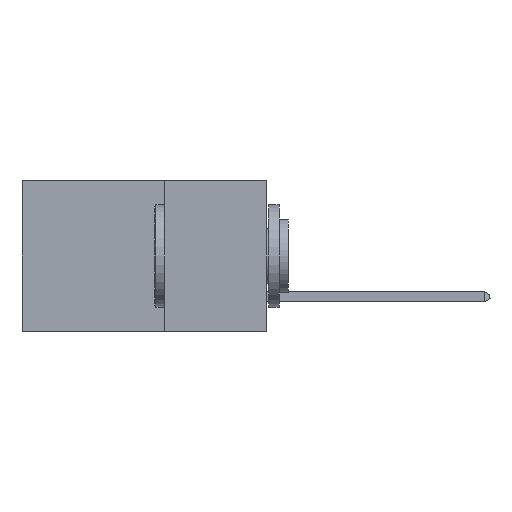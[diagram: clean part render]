
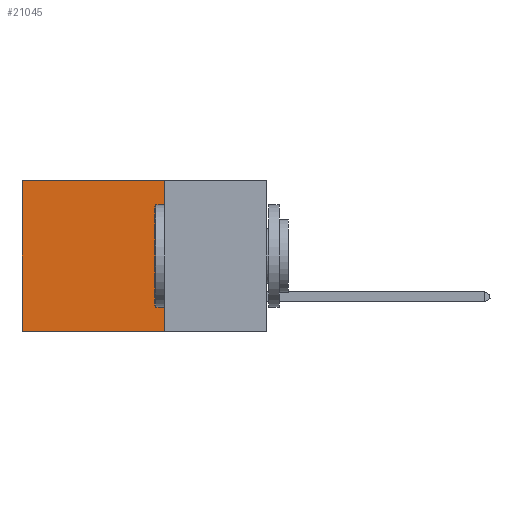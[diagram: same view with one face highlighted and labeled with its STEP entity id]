
A CAD part, left-side view. The second image highlights one B-rep face of the part: STEP entity #21045.
In plain terms, the highlighted planar face has unit normal (-1, 0, 0).
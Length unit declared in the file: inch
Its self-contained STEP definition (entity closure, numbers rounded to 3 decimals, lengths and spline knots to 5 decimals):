
#1043 = VERTEX_POINT ( 'NONE', #38287 ) ;
#8118 = VECTOR ( 'NONE', #22329, 39.37008 ) ;
#10504 = EDGE_LOOP ( 'NONE', ( #29998, #30510, #15328, #31577 ) ) ;
#10785 = CARTESIAN_POINT ( 'NONE',  ( 0.2875, 0.25, 0. ) ) ;
#12716 = VECTOR ( 'NONE', #44641, 39.37008 ) ;
#13712 = CARTESIAN_POINT ( 'NONE',  ( 0.2875, 0.25, 0. ) ) ;
#15328 = ORIENTED_EDGE ( 'NONE', *, *, #19183, .F. ) ;
#15870 = EDGE_CURVE ( 'NONE', #38674, #30581, #16420, .T. ) ;
#16420 = LINE ( 'NONE', #19454, #46174 ) ;
#17316 = AXIS2_PLACEMENT_3D ( 'NONE', #22203, #22046, #34085 ) ;
#18447 = VERTEX_POINT ( 'NONE', #33903 ) ;
#19183 = EDGE_CURVE ( 'NONE', #18447, #1043, #43475, .T. ) ;
#19454 = CARTESIAN_POINT ( 'NONE',  ( 0.2875, 0.6, 0. ) ) ;
#21045 = ADVANCED_FACE ( 'NONE', ( #36590 ), #33732, .F. ) ;
#22046 = DIRECTION ( 'NONE',  ( 1., 0., 0. ) ) ;
#22203 = CARTESIAN_POINT ( 'NONE',  ( 0.2875, 0.25, 0. ) ) ;
#22329 = DIRECTION ( 'NONE',  ( 0., 1., 0. ) ) ;
#24111 = EDGE_CURVE ( 'NONE', #18447, #38674, #36300, .T. ) ;
#24649 = CARTESIAN_POINT ( 'NONE',  ( 0.2875, 0.6, 0. ) ) ;
#25613 = EDGE_CURVE ( 'NONE', #1043, #30581, #46291, .T. ) ;
#26374 = CARTESIAN_POINT ( 'NONE',  ( 0.2875, 0.25, -0.37 ) ) ;
#29998 = ORIENTED_EDGE ( 'NONE', *, *, #15870, .T. ) ;
#30510 = ORIENTED_EDGE ( 'NONE', *, *, #25613, .F. ) ;
#30581 = VERTEX_POINT ( 'NONE', #31189 ) ;
#31189 = CARTESIAN_POINT ( 'NONE',  ( 0.2875, 0.6, -0.37 ) ) ;
#31577 = ORIENTED_EDGE ( 'NONE', *, *, #24111, .T. ) ;
#33732 = PLANE ( 'NONE',  #17316 ) ;
#33903 = CARTESIAN_POINT ( 'NONE',  ( 0.2875, 0.25, 0. ) ) ;
#34085 = DIRECTION ( 'NONE',  ( 0., 0., -1. ) ) ;
#34721 = DIRECTION ( 'NONE',  ( 0., 0., -1. ) ) ;
#36300 = LINE ( 'NONE', #13712, #12716 ) ;
#36590 = FACE_OUTER_BOUND ( 'NONE', #10504, .T. ) ;
#38287 = CARTESIAN_POINT ( 'NONE',  ( 0.2875, 0.25, -0.37 ) ) ;
#38674 = VERTEX_POINT ( 'NONE', #24649 ) ;
#39833 = VECTOR ( 'NONE', #49555, 39.37008 ) ;
#43475 = LINE ( 'NONE', #10785, #39833 ) ;
#44641 = DIRECTION ( 'NONE',  ( 0., 1., 0. ) ) ;
#46174 = VECTOR ( 'NONE', #34721, 39.37008 ) ;
#46291 = LINE ( 'NONE', #26374, #8118 ) ;
#49555 = DIRECTION ( 'NONE',  ( 0., 0., -1. ) ) ;
